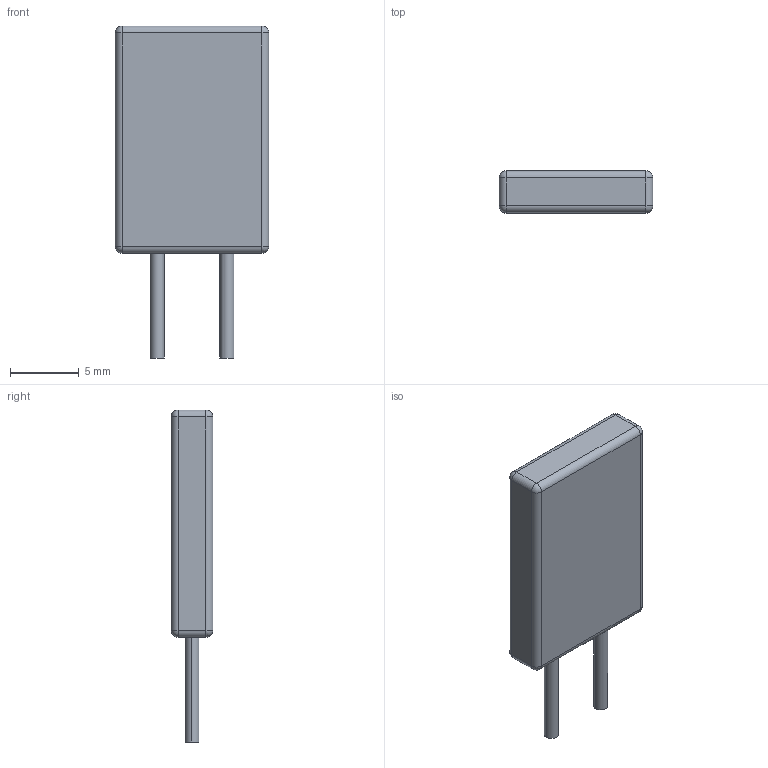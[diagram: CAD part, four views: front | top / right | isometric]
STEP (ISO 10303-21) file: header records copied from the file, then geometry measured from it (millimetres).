
FILE_DESCRIPTION (( 'STEP AP214' ), '1' );
FILE_NAME ('RUEF300.STEP', '2018-06-15T06:44:52', ( '' ), ( '' ), 'SwSTEP 2.0', 'SolidWorks 2017', '' );
FILE_SCHEMA (( 'AUTOMOTIVE_DESIGN' ));
Length unit declared in the file: mil
Products named in the file (1): RUEF300
Bounding box: 11.18 x 3.05 x 24.13 mm (x, y, z)
Volume: 568.1 mm3; surface area: 559.4 mm2
Topology: 1 solids, 1 shells, 32 faces, 68 edges, 32 vertices
Faces by surface type: cylinder 16, plane 8, sphere 8
Entity records: 1240 total; most frequent: DIRECTION 158, CARTESIAN_POINT 125, ORIENTED_EDGE 120, AXIS2_PLACEMENT_3D 65, EDGE_CURVE 60, DIMENSIONAL_EXPONENTS 35, UNCERTAINTY_MEASURE_WITH_UNIT 35, LENGTH_MEASURE_WITH_UNIT 35
